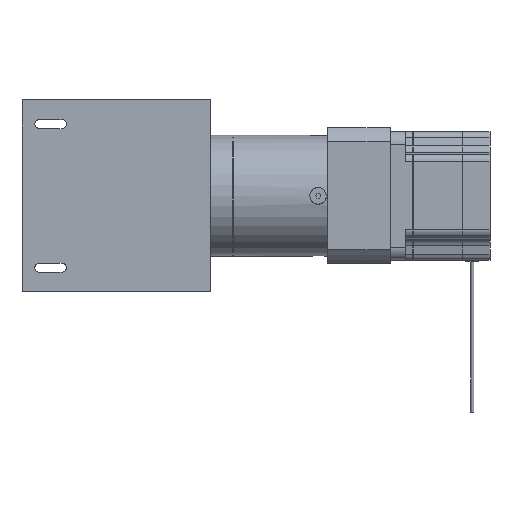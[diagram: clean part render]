
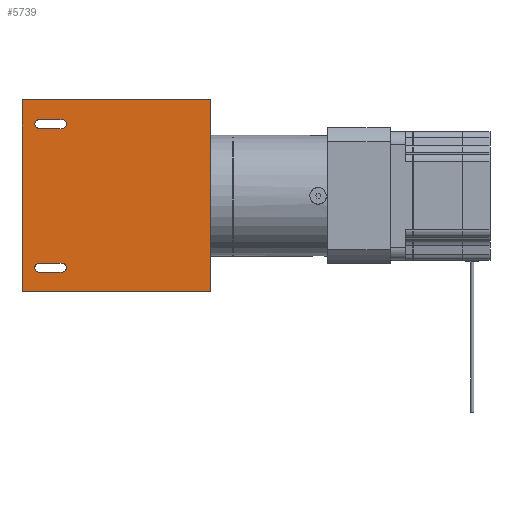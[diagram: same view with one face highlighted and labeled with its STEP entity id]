
A CAD part, front view. The second image highlights one B-rep face of the part: STEP entity #5739.
In plain terms, the highlighted planar face has unit normal (0, -1, 0).
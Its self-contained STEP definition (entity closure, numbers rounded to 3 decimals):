
#222=FACE_BOUND('',#833,.T.);
#223=FACE_BOUND('',#834,.T.);
#294=PLANE('',#6318);
#491=FACE_OUTER_BOUND('',#832,.T.);
#832=EDGE_LOOP('',(#4004,#4005,#4006,#4007));
#833=EDGE_LOOP('',(#4008,#4009,#4010,#4011));
#834=EDGE_LOOP('',(#4012,#4013,#4014,#4015));
#1226=LINE('',#8768,#1749);
#1231=LINE('',#8782,#1754);
#1234=LINE('',#8792,#1757);
#1239=LINE('',#8806,#1762);
#1245=LINE('',#8821,#1768);
#1246=LINE('',#8824,#1769);
#1247=LINE('',#8826,#1770);
#1248=LINE('',#8827,#1771);
#1749=VECTOR('',#6967,10.);
#1754=VECTOR('',#6980,10.);
#1757=VECTOR('',#6991,10.);
#1762=VECTOR('',#7004,10.);
#1768=VECTOR('',#7018,10.);
#1769=VECTOR('',#7021,10.);
#1770=VECTOR('',#7022,10.);
#1771=VECTOR('',#7023,10.);
#2277=CIRCLE('',#6303,3.);
#2279=CIRCLE('',#6307,3.);
#2281=CIRCLE('',#6311,3.);
#2283=CIRCLE('',#6315,3.);
#2569=VERTEX_POINT('',#8766);
#2570=VERTEX_POINT('',#8767);
#2573=VERTEX_POINT('',#8775);
#2575=VERTEX_POINT('',#8781);
#2577=VERTEX_POINT('',#8790);
#2578=VERTEX_POINT('',#8791);
#2581=VERTEX_POINT('',#8799);
#2583=VERTEX_POINT('',#8805);
#2585=VERTEX_POINT('',#8814);
#2588=VERTEX_POINT('',#8819);
#2589=VERTEX_POINT('',#8823);
#2590=VERTEX_POINT('',#8825);
#3127=EDGE_CURVE('',#2569,#2570,#1226,.T.);
#3131=EDGE_CURVE('',#2570,#2573,#2277,.T.);
#3134=EDGE_CURVE('',#2573,#2575,#1231,.T.);
#3137=EDGE_CURVE('',#2575,#2569,#2279,.T.);
#3139=EDGE_CURVE('',#2577,#2578,#1234,.T.);
#3143=EDGE_CURVE('',#2578,#2581,#2281,.T.);
#3146=EDGE_CURVE('',#2581,#2583,#1239,.T.);
#3149=EDGE_CURVE('',#2583,#2577,#2283,.T.);
#3154=EDGE_CURVE('',#2585,#2588,#1245,.T.);
#3155=EDGE_CURVE('',#2589,#2585,#1246,.T.);
#3156=EDGE_CURVE('',#2590,#2588,#1247,.T.);
#3157=EDGE_CURVE('',#2589,#2590,#1248,.T.);
#4004=ORIENTED_EDGE('',*,*,#3155,.T.);
#4005=ORIENTED_EDGE('',*,*,#3154,.T.);
#4006=ORIENTED_EDGE('',*,*,#3156,.F.);
#4007=ORIENTED_EDGE('',*,*,#3157,.F.);
#4008=ORIENTED_EDGE('',*,*,#3134,.T.);
#4009=ORIENTED_EDGE('',*,*,#3137,.T.);
#4010=ORIENTED_EDGE('',*,*,#3127,.T.);
#4011=ORIENTED_EDGE('',*,*,#3131,.T.);
#4012=ORIENTED_EDGE('',*,*,#3146,.T.);
#4013=ORIENTED_EDGE('',*,*,#3149,.T.);
#4014=ORIENTED_EDGE('',*,*,#3139,.T.);
#4015=ORIENTED_EDGE('',*,*,#3143,.T.);
#5739=ADVANCED_FACE('',(#491,#222,#223),#294,.T.);
#6303=AXIS2_PLACEMENT_3D('',#8776,#6973,#6974);
#6307=AXIS2_PLACEMENT_3D('',#8787,#6985,#6986);
#6311=AXIS2_PLACEMENT_3D('',#8800,#6997,#6998);
#6315=AXIS2_PLACEMENT_3D('',#8811,#7009,#7010);
#6318=AXIS2_PLACEMENT_3D('',#8822,#7019,#7020);
#6967=DIRECTION('',(1.,0.,0.));
#6973=DIRECTION('center_axis',(0.,1.,0.));
#6974=DIRECTION('ref_axis',(0.,0.,1.));
#6980=DIRECTION('',(-1.,0.,0.));
#6985=DIRECTION('center_axis',(0.,1.,0.));
#6986=DIRECTION('ref_axis',(0.,0.,-1.));
#6991=DIRECTION('',(1.,0.,0.));
#6997=DIRECTION('center_axis',(0.,1.,0.));
#6998=DIRECTION('ref_axis',(0.,0.,1.));
#7004=DIRECTION('',(-1.,0.,0.));
#7009=DIRECTION('center_axis',(0.,1.,0.));
#7010=DIRECTION('ref_axis',(0.,0.,-1.));
#7018=DIRECTION('',(0.,0.,1.));
#7019=DIRECTION('center_axis',(0.,-1.,0.));
#7020=DIRECTION('ref_axis',(1.,0.,0.));
#7021=DIRECTION('',(1.,0.,0.));
#7022=DIRECTION('',(1.,0.,0.));
#7023=DIRECTION('',(0.,0.,1.));
#8766=CARTESIAN_POINT('',(-113.2,0.,114.));
#8767=CARTESIAN_POINT('',(-98.2,0.,114.));
#8768=CARTESIAN_POINT('',(-111.45,0.,114.));
#8775=CARTESIAN_POINT('',(-98.2,0.,108.));
#8776=CARTESIAN_POINT('Origin',(-98.2,0.,111.));
#8781=CARTESIAN_POINT('',(-113.2,0.,108.));
#8782=CARTESIAN_POINT('',(-118.95,0.,108.));
#8787=CARTESIAN_POINT('Origin',(-113.2,0.,111.));
#8790=CARTESIAN_POINT('',(-113.2,0.,19.));
#8791=CARTESIAN_POINT('',(-98.2,0.,19.));
#8792=CARTESIAN_POINT('',(-111.45,0.,19.));
#8799=CARTESIAN_POINT('',(-98.2,0.,13.));
#8800=CARTESIAN_POINT('Origin',(-98.2,0.,16.));
#8805=CARTESIAN_POINT('',(-113.2,0.,13.));
#8806=CARTESIAN_POINT('',(-118.95,0.,13.));
#8811=CARTESIAN_POINT('Origin',(-113.2,0.,16.));
#8814=CARTESIAN_POINT('',(0.,0.,0.));
#8819=CARTESIAN_POINT('',(0.,0.,127.));
#8821=CARTESIAN_POINT('',(0.,0.,0.));
#8822=CARTESIAN_POINT('Origin',(-124.7,0.,0.));
#8823=CARTESIAN_POINT('',(-124.7,0.,0.));
#8824=CARTESIAN_POINT('',(-124.7,0.,0.));
#8825=CARTESIAN_POINT('',(-124.7,0.,127.));
#8826=CARTESIAN_POINT('',(-124.7,0.,127.));
#8827=CARTESIAN_POINT('',(-124.7,0.,0.));
